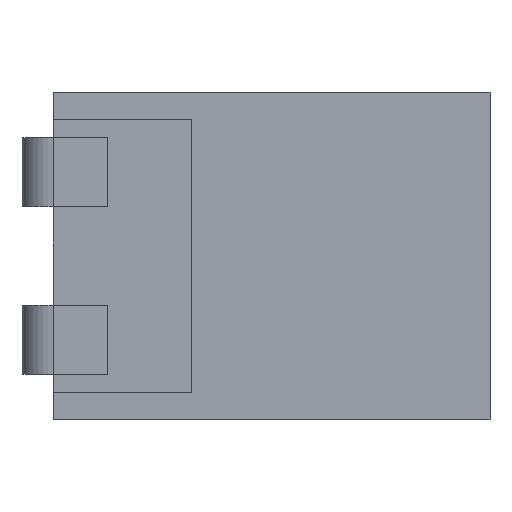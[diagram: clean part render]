
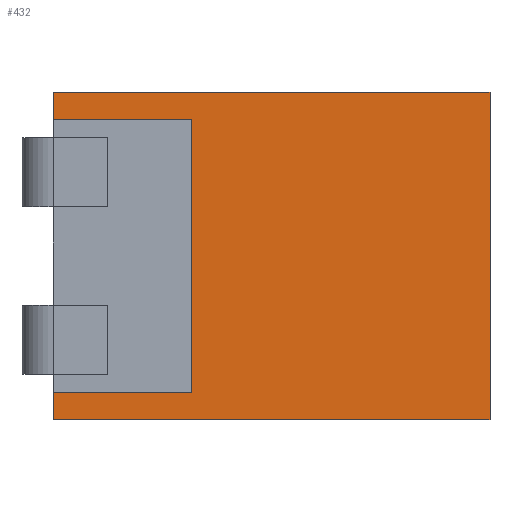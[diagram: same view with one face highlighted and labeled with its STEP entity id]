
A CAD part, top view. The second image highlights one B-rep face of the part: STEP entity #432.
In plain terms, the highlighted planar face has unit normal (0, 0, 1).
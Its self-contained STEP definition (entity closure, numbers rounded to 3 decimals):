
#34=FACE_OUTER_BOUND('',#60,.T.);
#60=EDGE_LOOP('',(#299,#300,#301,#302,#303,#304,#305,#306));
#85=LINE('',#635,#137);
#89=LINE('',#642,#141);
#92=LINE('',#648,#144);
#93=LINE('',#651,#145);
#94=LINE('',#653,#146);
#95=LINE('',#655,#147);
#96=LINE('',#657,#148);
#97=LINE('',#658,#149);
#137=VECTOR('',#511,10.);
#141=VECTOR('',#517,10.);
#144=VECTOR('',#522,10.);
#145=VECTOR('',#525,10.);
#146=VECTOR('',#526,10.);
#147=VECTOR('',#527,10.);
#148=VECTOR('',#528,10.);
#149=VECTOR('',#529,10.);
#189=VERTEX_POINT('',#632);
#190=VERTEX_POINT('',#634);
#192=VERTEX_POINT('',#640);
#194=VERTEX_POINT('',#646);
#195=VERTEX_POINT('',#650);
#196=VERTEX_POINT('',#652);
#197=VERTEX_POINT('',#654);
#198=VERTEX_POINT('',#656);
#229=EDGE_CURVE('',#190,#189,#85,.T.);
#233=EDGE_CURVE('',#189,#192,#89,.T.);
#236=EDGE_CURVE('',#192,#194,#92,.T.);
#237=EDGE_CURVE('',#194,#195,#93,.T.);
#238=EDGE_CURVE('',#195,#196,#94,.T.);
#239=EDGE_CURVE('',#196,#197,#95,.T.);
#240=EDGE_CURVE('',#197,#198,#96,.T.);
#241=EDGE_CURVE('',#198,#190,#97,.T.);
#299=ORIENTED_EDGE('',*,*,#236,.T.);
#300=ORIENTED_EDGE('',*,*,#237,.T.);
#301=ORIENTED_EDGE('',*,*,#238,.T.);
#302=ORIENTED_EDGE('',*,*,#239,.T.);
#303=ORIENTED_EDGE('',*,*,#240,.T.);
#304=ORIENTED_EDGE('',*,*,#241,.T.);
#305=ORIENTED_EDGE('',*,*,#229,.T.);
#306=ORIENTED_EDGE('',*,*,#233,.T.);
#410=PLANE('',#474);
#432=ADVANCED_FACE('',(#34),#410,.T.);
#474=AXIS2_PLACEMENT_3D('',#649,#523,#524);
#511=DIRECTION('',(1.,0.,0.));
#517=DIRECTION('',(0.,-1.,0.));
#522=DIRECTION('',(-1.,0.,0.));
#523=DIRECTION('center_axis',(0.,0.,1.));
#524=DIRECTION('ref_axis',(1.,0.,0.));
#525=DIRECTION('',(0.,-1.,0.));
#526=DIRECTION('',(1.,0.,0.));
#527=DIRECTION('',(0.,1.,0.));
#528=DIRECTION('',(-1.,0.,0.));
#529=DIRECTION('',(0.,-1.,0.));
#632=CARTESIAN_POINT('',(-2.2,3.75,3.));
#634=CARTESIAN_POINT('',(-6.,3.75,3.));
#635=CARTESIAN_POINT('',(-6.,3.75,3.));
#640=CARTESIAN_POINT('',(-2.2,-3.75,3.));
#642=CARTESIAN_POINT('',(-2.2,3.75,3.));
#646=CARTESIAN_POINT('',(-6.,-3.75,3.));
#648=CARTESIAN_POINT('',(-2.2,-3.75,3.));
#649=CARTESIAN_POINT('Origin',(0.,0.,3.));
#650=CARTESIAN_POINT('',(-6.,-4.5,3.));
#651=CARTESIAN_POINT('',(-6.,4.5,3.));
#652=CARTESIAN_POINT('',(6.,-4.5,3.));
#653=CARTESIAN_POINT('',(-6.,-4.5,3.));
#654=CARTESIAN_POINT('',(6.,4.5,3.));
#655=CARTESIAN_POINT('',(6.,-4.5,3.));
#656=CARTESIAN_POINT('',(-6.,4.5,3.));
#657=CARTESIAN_POINT('',(6.,4.5,3.));
#658=CARTESIAN_POINT('',(-6.,4.5,3.));
